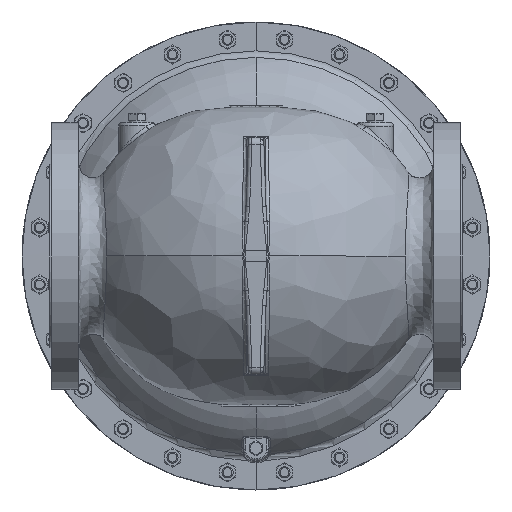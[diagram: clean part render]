
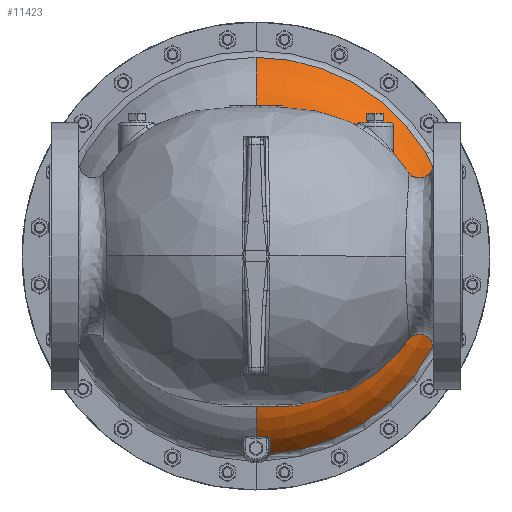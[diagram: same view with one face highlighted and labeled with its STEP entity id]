
A CAD part, front view. The second image highlights one B-rep face of the part: STEP entity #11423.
In plain terms, the highlighted toroidal (fillet/blend) face has major radius 106.491 mm and minor radius 71.438 mm.
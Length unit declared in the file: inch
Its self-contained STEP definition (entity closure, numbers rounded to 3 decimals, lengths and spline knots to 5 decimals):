
#2517 = CARTESIAN_POINT ( 'NONE',  ( 0.48988, 9.95651, -6.36868 ) ) ;
#7991 = CARTESIAN_POINT ( 'NONE',  ( 0.46351, 10.354, -6.63789 ) ) ;
#9016 = DIRECTION ( 'NONE',  ( 0., -1., 0. ) ) ;
#10537 = CARTESIAN_POINT ( 'NONE',  ( 0.44754, 10.41399, -6.67037 ) ) ;
#11423 = ADVANCED_FACE ( 'NONE', ( #197257 ), #129961, .T. ) ;
#11614 = CARTESIAN_POINT ( 'NONE',  ( 0., 10.41399, 6.68537 ) ) ;
#13630 = CARTESIAN_POINT ( 'NONE',  ( 0.47978, 9.72858, -6.16374 ) ) ;
#20125 = EDGE_LOOP ( 'NONE', ( #179492, #132983, #198145, #144850, #197870, #171035, #33851, #134465, #95535 ) ) ;
#20368 = CARTESIAN_POINT ( 'NONE',  ( 0.49359, 10.06388, -6.44957 ) ) ;
#21162 = DIRECTION ( 'NONE',  ( 0., -1., 0. ) ) ;
#22440 = DIRECTION ( 'NONE',  ( 1., 0., 0. ) ) ;
#23159 = CARTESIAN_POINT ( 'NONE',  ( 0., 11.71634, 4.19257 ) ) ;
#25129 = CARTESIAN_POINT ( 'NONE',  ( 0.49359, 10.06388, -6.44957 ) ) ;
#25675 = CARTESIAN_POINT ( 'NONE',  ( 0.48249, 9.74192, -6.1768 ) ) ;
#26150 = CARTESIAN_POINT ( 'NONE',  ( 0.42081, 9.6534, -6.08973 ) ) ;
#26773 = VERTEX_POINT ( 'NONE', #10537 ) ;
#26782 = AXIS2_PLACEMENT_3D ( 'NONE', #162089, #55614, #179879 ) ;
#29408 = B_SPLINE_CURVE_WITH_KNOTS ( 'NONE', 3,
 ( #25129, #131649, #220972, #114569, #7991, #132362 ),
 .UNSPECIFIED., .F., .F.,
 ( 4, 2, 4 ),
 ( 0., 0.00529, 0.01058 ),
 .UNSPECIFIED. ) ;
#33851 = ORIENTED_EDGE ( 'NONE', *, *, #68100, .T. ) ;
#34710 = EDGE_CURVE ( 'NONE', #215866, #150625, #56246, .T. ) ;
#36465 = CARTESIAN_POINT ( 'NONE',  ( 0.46954, 9.70251, -6.13806 ) ) ;
#37494 = CARTESIAN_POINT ( 'NONE',  ( 0.48296, 9.75555, -6.19006 ) ) ;
#41130 = DIRECTION ( 'NONE',  ( 0., -1., 0. ) ) ;
#52586 = VERTEX_POINT ( 'NONE', #144373 ) ;
#53082 = AXIS2_PLACEMENT_3D ( 'NONE', #177352, #70945, #195206 ) ;
#55614 = DIRECTION ( 'NONE',  ( -1., 0., 0. ) ) ;
#56246 = CIRCLE ( 'NONE', #208463, 2.8125 ) ;
#58137 = CARTESIAN_POINT ( 'NONE',  ( 0., 8.9572, 0. ) ) ;
#61229 = B_SPLINE_CURVE_WITH_KNOTS ( 'NONE', 3,
 ( #75811, #226629, #211035, #214891, #94926, #26150, #74047, #101025, #217763, #123283, #36465, #13630, #25675, #168647 ),
 .UNSPECIFIED., .F., .F.,
 ( 4, 2, 2, 2, 2, 2, 4 ),
 ( 0., 0.00072, 0.00144, 0.00216, 0.00288, 0.00431, 0.00575 ),
 .UNSPECIFIED. ) ;
#68100 = EDGE_CURVE ( 'NONE', #185002, #71002, #61229, .T. ) ;
#70230 = CIRCLE ( 'NONE', #53082, 6.68537 ) ;
#70945 = DIRECTION ( 'NONE',  ( 0., -1., 0. ) ) ;
#71002 = VERTEX_POINT ( 'NONE', #130547 ) ;
#74047 = CARTESIAN_POINT ( 'NONE',  ( 0.42808, 9.65789, -6.09407 ) ) ;
#75811 = CARTESIAN_POINT ( 'NONE',  ( 0.35904, 9.63753, -6.07637 ) ) ;
#76050 = DIRECTION ( 'NONE',  ( 0., 0., -1. ) ) ;
#78502 = CARTESIAN_POINT ( 'NONE',  ( 0., 8.9572, 4.73785 ) ) ;
#81321 = DIRECTION ( 'NONE',  ( 0., 0., -1. ) ) ;
#85677 = CIRCLE ( 'NONE', #175327, 4.73785 ) ;
#91176 = CARTESIAN_POINT ( 'NONE',  ( 0., 11.71634, 0. ) ) ;
#94926 = CARTESIAN_POINT ( 'NONE',  ( 0.40488, 9.64585, -6.0826 ) ) ;
#95535 = ORIENTED_EDGE ( 'NONE', *, *, #126090, .T. ) ;
#101025 = CARTESIAN_POINT ( 'NONE',  ( 0.44104, 9.66769, -6.10364 ) ) ;
#109040 = CARTESIAN_POINT ( 'NONE',  ( 0.48633, 9.85368, -6.28214 ) ) ;
#114204 = EDGE_CURVE ( 'NONE', #26773, #215866, #70230, .T. ) ;
#114569 = CARTESIAN_POINT ( 'NONE',  ( 0.47579, 10.29488, -6.60328 ) ) ;
#115555 = CARTESIAN_POINT ( 'NONE',  ( 0., 8.9572, 0. ) ) ;
#119115 = CARTESIAN_POINT ( 'NONE',  ( 0., 9.63753, -6.08697 ) ) ;
#121762 = VERTEX_POINT ( 'NONE', #211278 ) ;
#123283 = CARTESIAN_POINT ( 'NONE',  ( 0.46216, 9.69016, -6.12582 ) ) ;
#126090 = EDGE_CURVE ( 'NONE', #121762, #26773, #29408, .T. ) ;
#126873 = CARTESIAN_POINT ( 'NONE',  ( 0.49171, 10.00944, -6.41007 ) ) ;
#129961 = TOROIDAL_SURFACE ( 'NONE', #146850, 4.19257, 2.8125 ) ;
#130547 = CARTESIAN_POINT ( 'NONE',  ( 0.48296, 9.75555, -6.19006 ) ) ;
#131649 = CARTESIAN_POINT ( 'NONE',  ( 0.49556, 10.12071, -6.4908 ) ) ;
#132362 = CARTESIAN_POINT ( 'NONE',  ( 0.44754, 10.41399, -6.67037 ) ) ;
#132983 = ORIENTED_EDGE ( 'NONE', *, *, #34710, .T. ) ;
#133406 = DIRECTION ( 'NONE',  ( 0., 0., -1. ) ) ;
#134465 = ORIENTED_EDGE ( 'NONE', *, *, #143018, .T. ) ;
#143018 = EDGE_CURVE ( 'NONE', #71002, #121762, #221172, .T. ) ;
#143924 = CARTESIAN_POINT ( 'NONE',  ( 0.48461, 9.80377, -6.23697 ) ) ;
#144373 = CARTESIAN_POINT ( 'NONE',  ( 0., 8.9572, -4.73785 ) ) ;
#144850 = ORIENTED_EDGE ( 'NONE', *, *, #216169, .F. ) ;
#146850 = AXIS2_PLACEMENT_3D ( 'NONE', #91176, #21162, #149777 ) ;
#147600 = CARTESIAN_POINT ( 'NONE',  ( 0., 9.63753, 0. ) ) ;
#147963 = AXIS2_PLACEMENT_3D ( 'NONE', #147600, #41130, #165489 ) ;
#149777 = DIRECTION ( 'NONE',  ( 0., 0., -1. ) ) ;
#150624 = CARTESIAN_POINT ( 'NONE',  ( 4.73785, 8.9572, 0. ) ) ;
#150625 = VERTEX_POINT ( 'NONE', #78502 ) ;
#153896 = VERTEX_POINT ( 'NONE', #119115 ) ;
#157712 = CIRCLE ( 'NONE', #26782, 2.8125 ) ;
#160390 = EDGE_CURVE ( 'NONE', #186727, #150625, #85677, .T. ) ;
#162089 = CARTESIAN_POINT ( 'NONE',  ( 0., 11.71634, -4.19257 ) ) ;
#165489 = DIRECTION ( 'NONE',  ( 0., 0., 1. ) ) ;
#168647 = CARTESIAN_POINT ( 'NONE',  ( 0.48296, 9.75555, -6.19006 ) ) ;
#171035 = ORIENTED_EDGE ( 'NONE', *, *, #195409, .T. ) ;
#175327 = AXIS2_PLACEMENT_3D ( 'NONE', #115555, #9016, #133406 ) ;
#177352 = CARTESIAN_POINT ( 'NONE',  ( 0., 10.41399, 0. ) ) ;
#179492 = ORIENTED_EDGE ( 'NONE', *, *, #114204, .T. ) ;
#179879 = DIRECTION ( 'NONE',  ( 0., 0., 1. ) ) ;
#182425 = DIRECTION ( 'NONE',  ( 0., -1., 0. ) ) ;
#185002 = VERTEX_POINT ( 'NONE', #218801 ) ;
#186727 = VERTEX_POINT ( 'NONE', #150624 ) ;
#195206 = DIRECTION ( 'NONE',  ( 0., 0., 1. ) ) ;
#195409 = EDGE_CURVE ( 'NONE', #153896, #185002, #222570, .T. ) ;
#197257 = FACE_OUTER_BOUND ( 'NONE', #20125, .T. ) ;
#197870 = ORIENTED_EDGE ( 'NONE', *, *, #201138, .F. ) ;
#198145 = ORIENTED_EDGE ( 'NONE', *, *, #160390, .F. ) ;
#201138 = EDGE_CURVE ( 'NONE', #153896, #52586, #157712, .T. ) ;
#203395 = CIRCLE ( 'NONE', #213977, 4.73785 ) ;
#208463 = AXIS2_PLACEMENT_3D ( 'NONE', #23159, #22440, #81321 ) ;
#211035 = CARTESIAN_POINT ( 'NONE',  ( 0.37797, 9.63861, -6.07641 ) ) ;
#211278 = CARTESIAN_POINT ( 'NONE',  ( 0.49359, 10.06388, -6.44957 ) ) ;
#213977 = AXIS2_PLACEMENT_3D ( 'NONE', #58137, #182425, #76050 ) ;
#214891 = CARTESIAN_POINT ( 'NONE',  ( 0.39625, 9.64279, -6.07983 ) ) ;
#215866 = VERTEX_POINT ( 'NONE', #11614 ) ;
#216169 = EDGE_CURVE ( 'NONE', #52586, #186727, #203395, .T. ) ;
#217763 = CARTESIAN_POINT ( 'NONE',  ( 0.44687, 9.67311, -6.10898 ) ) ;
#218801 = CARTESIAN_POINT ( 'NONE',  ( 0.35904, 9.63753, -6.07637 ) ) ;
#220972 = CARTESIAN_POINT ( 'NONE',  ( 0.4918, 10.17823, -6.52973 ) ) ;
#221172 = B_SPLINE_CURVE_WITH_KNOTS ( 'NONE', 3,
 ( #37494, #143924, #109040, #2517, #126873, #20368 ),
 .UNSPECIFIED., .F., .F.,
 ( 4, 2, 4 ),
 ( 0., 0.00513, 0.01025 ),
 .UNSPECIFIED. ) ;
#222570 = CIRCLE ( 'NONE', #147963, 6.08697 ) ;
#226629 = CARTESIAN_POINT ( 'NONE',  ( 0.36861, 9.63753, -6.0758 ) ) ;
